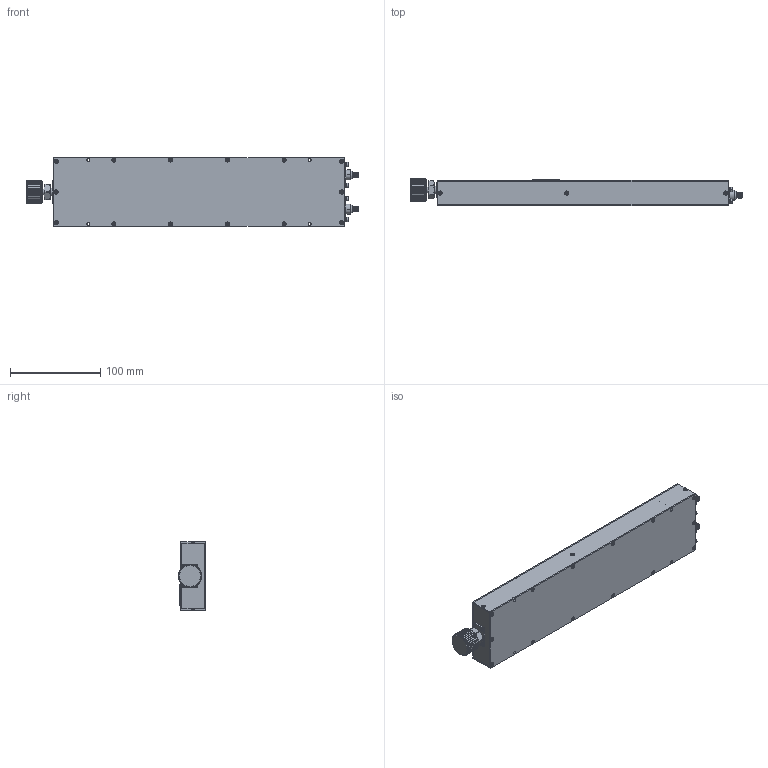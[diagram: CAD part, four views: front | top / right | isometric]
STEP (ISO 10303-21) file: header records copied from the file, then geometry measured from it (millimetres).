
FILE_DESCRIPTION (( 'STEP AP214' ), '1' );
FILE_NAME ('FM82P5010_3D.step', '2022-12-06T16:05:16', ( '' ), ( '' ), 'SwSTEP 2.0', 'SolidWorks 2022', '' );
FILE_SCHEMA (( 'AUTOMOTIVE_DESIGN' ));
Length unit declared in the file: inch
Products named in the file (1): FM82P5010_3D
Bounding box: 368.5 x 30.5 x 76 mm (x, y, z)
Volume: 700497.7 mm3; surface area: 80513.5 mm2
Topology: 1 solids, 9 shells, 2242 faces, 5654 edges, 3642 vertices
Faces by surface type: plane 1096, cone 592, cylinder 402, bspline 148, torus 4
Entity records: 114121 total; most frequent: CARTESIAN_POINT 63746, ORIENTED_EDGE 11308, DIRECTION 9418, EDGE_CURVE 5654, AXIS2_PLACEMENT_3D 3643, VERTEX_POINT 3642, EDGE_LOOP 2462, ADVANCED_FACE 2242
